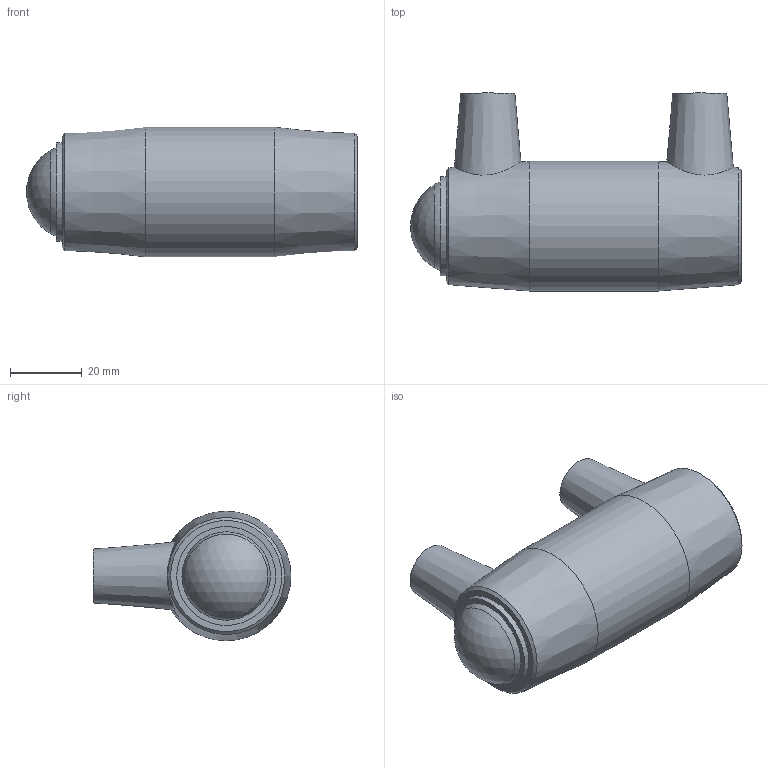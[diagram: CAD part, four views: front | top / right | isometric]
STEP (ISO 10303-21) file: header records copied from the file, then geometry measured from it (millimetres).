
FILE_DESCRIPTION(/* description */ ('PLASSON END CAP 25'),/* implementation_level */ '2;1');
FILE_NAME(/* name */ '491204025.ipt.stp',/* time_stamp */ '2017-11-06T09:12:52+02:00',/* author */ ('KIM'),/* organization */ (''),/* preprocessor_version */ 'ST-DEVELOPER v15.6',/* originating_system */ 'Autodesk Inventor 2015',/* authorisation */ '');
FILE_SCHEMA (('AUTOMOTIVE_DESIGN { 1 0 10303 214 3 1 1 }'));
Length unit declared in the file: millimetre
Products named in the file (1): 491204025
Bounding box: 91.91 x 55 x 36 mm (x, y, z)
Volume: 54081.8 mm3; surface area: 20356.5 mm2
Topology: 1 solids, 1 shells, 37 faces, 69 edges, 45 vertices
Faces by surface type: plane 13, cylinder 11, cone 9, sphere 2, bspline 1, torus 1
Full cylindrical faces by diameter (mm): 4 x2, 10 x2, 20 x1, 23.75 x1, 25 x3, 27.5 x1, 36 x1
Entity records: 864 total; most frequent: CARTESIAN_POINT 209, DIRECTION 146, ORIENTED_EDGE 78, AXIS2_PLACEMENT_3D 73, EDGE_LOOP 71, EDGE_CURVE 39, VERTEX_POINT 38, FACE_OUTER_BOUND 37
